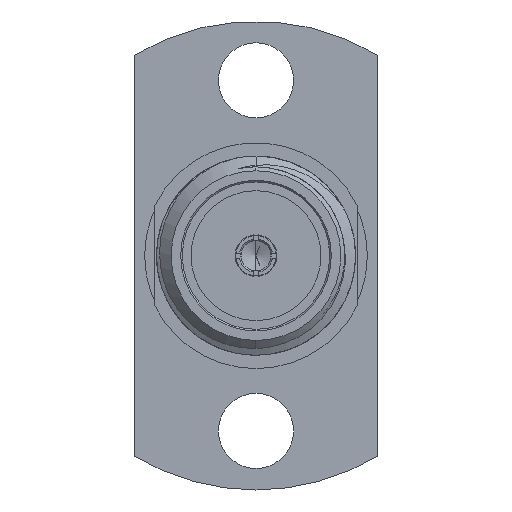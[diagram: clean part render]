
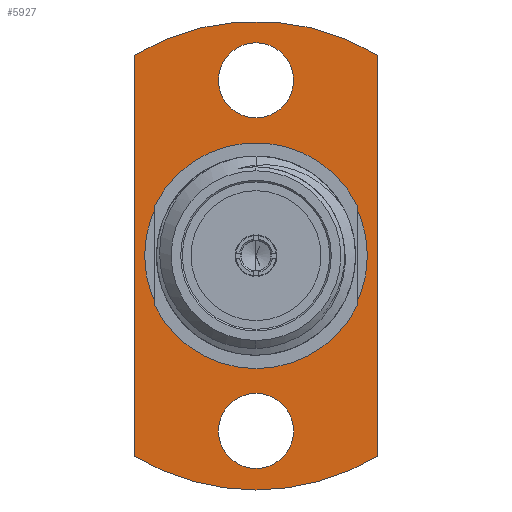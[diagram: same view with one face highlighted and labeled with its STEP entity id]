
A CAD part, left-side view. The second image highlights one B-rep face of the part: STEP entity #5927.
In plain terms, the highlighted planar face has unit normal (-1, 0, 0).
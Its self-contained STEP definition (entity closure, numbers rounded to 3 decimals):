
#123 = FACE_BOUND ( 'NONE', #2806, .T. ) ;
#193 = FACE_BOUND ( 'NONE', #5645, .T. ) ;
#219 = CIRCLE ( 'NONE', #5256, 7.365 ) ;
#276 = DIRECTION ( 'NONE',  ( 1., 0., 0. ) ) ;
#290 = DIRECTION ( 'NONE',  ( 1., 0., 0. ) ) ;
#443 = VERTEX_POINT ( 'NONE', #5565 ) ;
#468 = VERTEX_POINT ( 'NONE', #654 ) ;
#479 = CIRCLE ( 'NONE', #928, 1.18 ) ;
#486 = CIRCLE ( 'NONE', #3512, 1.18 ) ;
#585 = AXIS2_PLACEMENT_3D ( 'NONE', #5038, #6777, #2998 ) ;
#599 = DIRECTION ( 'NONE',  ( -1., 0., 0. ) ) ;
#654 = CARTESIAN_POINT ( 'NONE',  ( -8.604, 0., -6.69 ) ) ;
#720 = CARTESIAN_POINT ( 'NONE',  ( -8.604, -3.81, -10. ) ) ;
#765 = DIRECTION ( 'NONE',  ( 0., 0., -1. ) ) ;
#805 = ORIENTED_EDGE ( 'NONE', *, *, #5196, .F. ) ;
#853 = EDGE_CURVE ( 'NONE', #6579, #468, #6433, .T. ) ;
#889 = VECTOR ( 'NONE', #2259, 1000. ) ;
#905 = CARTESIAN_POINT ( 'NONE',  ( -8.604, 0., 4.33 ) ) ;
#915 = LINE ( 'NONE', #6195, #3190 ) ;
#928 = AXIS2_PLACEMENT_3D ( 'NONE', #980, #599, #5905 ) ;
#959 = ORIENTED_EDGE ( 'NONE', *, *, #2608, .T. ) ;
#980 = CARTESIAN_POINT ( 'NONE',  ( -8.604, 0., 5.51 ) ) ;
#987 = CARTESIAN_POINT ( 'NONE',  ( -8.604, 0., 0. ) ) ;
#1058 = DIRECTION ( 'NONE',  ( 1., 0., 0. ) ) ;
#1069 = EDGE_CURVE ( 'NONE', #6297, #4766, #4174, .T. ) ;
#1146 = AXIS2_PLACEMENT_3D ( 'NONE', #3999, #4990, #765 ) ;
#1244 = VERTEX_POINT ( 'NONE', #905 ) ;
#1300 = DIRECTION ( 'NONE',  ( 0., 0., 1. ) ) ;
#1368 = AXIS2_PLACEMENT_3D ( 'NONE', #5100, #290, #1300 ) ;
#1442 = VERTEX_POINT ( 'NONE', #4229 ) ;
#1522 = EDGE_LOOP ( 'NONE', ( #4849, #2861 ) ) ;
#1667 = DIRECTION ( 'NONE',  ( 1., 0., 0. ) ) ;
#1720 = EDGE_CURVE ( 'NONE', #6588, #1244, #479, .T. ) ;
#1730 = PLANE ( 'NONE',  #585 ) ;
#1759 = CIRCLE ( 'NONE', #5688, 3.5 ) ;
#1831 = CIRCLE ( 'NONE', #2628, 1.18 ) ;
#1899 = AXIS2_PLACEMENT_3D ( 'NONE', #2186, #2886, #6096 ) ;
#1917 = DIRECTION ( 'NONE',  ( 0., 0., -1. ) ) ;
#2117 = ORIENTED_EDGE ( 'NONE', *, *, #3827, .T. ) ;
#2186 = CARTESIAN_POINT ( 'NONE',  ( -8.604, 0., 0. ) ) ;
#2249 = ORIENTED_EDGE ( 'NONE', *, *, #3185, .F. ) ;
#2257 = CARTESIAN_POINT ( 'NONE',  ( -8.604, 0., 6.69 ) ) ;
#2259 = DIRECTION ( 'NONE',  ( 0., 0., 1. ) ) ;
#2380 = CARTESIAN_POINT ( 'NONE',  ( -8.604, 3.81, 6.303 ) ) ;
#2475 = CIRCLE ( 'NONE', #1899, 3.5 ) ;
#2529 = EDGE_CURVE ( 'NONE', #468, #6579, #1831, .T. ) ;
#2608 = EDGE_CURVE ( 'NONE', #4656, #4766, #915, .T. ) ;
#2628 = AXIS2_PLACEMENT_3D ( 'NONE', #2630, #1667, #5789 ) ;
#2630 = CARTESIAN_POINT ( 'NONE',  ( -8.604, 0., -5.51 ) ) ;
#2754 = CARTESIAN_POINT ( 'NONE',  ( -8.604, 0., 5.51 ) ) ;
#2806 = EDGE_LOOP ( 'NONE', ( #2249, #3365 ) ) ;
#2812 = AXIS2_PLACEMENT_3D ( 'NONE', #6787, #276, #1917 ) ;
#2861 = ORIENTED_EDGE ( 'NONE', *, *, #853, .T. ) ;
#2886 = DIRECTION ( 'NONE',  ( 1., 0., 0. ) ) ;
#2889 = FACE_OUTER_BOUND ( 'NONE', #4098, .T. ) ;
#2998 = DIRECTION ( 'NONE',  ( 0., 0., 1. ) ) ;
#3185 = EDGE_CURVE ( 'NONE', #1244, #6588, #486, .T. ) ;
#3190 = VECTOR ( 'NONE', #3515, 1000. ) ;
#3209 = CARTESIAN_POINT ( 'NONE',  ( -8.604, -3.81, 6.303 ) ) ;
#3263 = EDGE_CURVE ( 'NONE', #443, #6121, #4934, .T. ) ;
#3296 = EDGE_CURVE ( 'NONE', #4656, #6121, #219, .T. ) ;
#3365 = ORIENTED_EDGE ( 'NONE', *, *, #1720, .F. ) ;
#3428 = CARTESIAN_POINT ( 'NONE',  ( -8.604, 0., -7.365 ) ) ;
#3512 = AXIS2_PLACEMENT_3D ( 'NONE', #2754, #4899, #5560 ) ;
#3515 = DIRECTION ( 'NONE',  ( 0., 0., -1. ) ) ;
#3796 = ORIENTED_EDGE ( 'NONE', *, *, #3263, .T. ) ;
#3827 = EDGE_CURVE ( 'NONE', #1442, #6210, #2475, .T. ) ;
#3851 = CARTESIAN_POINT ( 'NONE',  ( -8.604, 0., -3.5 ) ) ;
#3999 = CARTESIAN_POINT ( 'NONE',  ( -8.604, 0., 0. ) ) ;
#4098 = EDGE_LOOP ( 'NONE', ( #3796, #5799, #959, #6771, #805 ) ) ;
#4174 = CIRCLE ( 'NONE', #1146, 7.365 ) ;
#4229 = CARTESIAN_POINT ( 'NONE',  ( -8.604, 0., 3.5 ) ) ;
#4363 = CARTESIAN_POINT ( 'NONE',  ( -8.604, 0., 0. ) ) ;
#4496 = CIRCLE ( 'NONE', #2812, 7.365 ) ;
#4656 = VERTEX_POINT ( 'NONE', #2380 ) ;
#4766 = VERTEX_POINT ( 'NONE', #5885 ) ;
#4849 = ORIENTED_EDGE ( 'NONE', *, *, #2529, .T. ) ;
#4899 = DIRECTION ( 'NONE',  ( -1., 0., 0. ) ) ;
#4934 = LINE ( 'NONE', #720, #889 ) ;
#4990 = DIRECTION ( 'NONE',  ( 1., 0., 0. ) ) ;
#5005 = DIRECTION ( 'NONE',  ( 1., 0., 0. ) ) ;
#5038 = CARTESIAN_POINT ( 'NONE',  ( -8.604, -7.365, 0. ) ) ;
#5100 = CARTESIAN_POINT ( 'NONE',  ( -8.604, 0., -5.51 ) ) ;
#5196 = EDGE_CURVE ( 'NONE', #443, #6297, #4496, .T. ) ;
#5209 = DIRECTION ( 'NONE',  ( 0., 0., -1. ) ) ;
#5256 = AXIS2_PLACEMENT_3D ( 'NONE', #4363, #5005, #5994 ) ;
#5560 = DIRECTION ( 'NONE',  ( 0., 0., 1. ) ) ;
#5565 = CARTESIAN_POINT ( 'NONE',  ( -8.604, -3.81, -6.303 ) ) ;
#5645 = EDGE_LOOP ( 'NONE', ( #6654, #2117 ) ) ;
#5688 = AXIS2_PLACEMENT_3D ( 'NONE', #987, #1058, #5209 ) ;
#5789 = DIRECTION ( 'NONE',  ( 0., 0., 1. ) ) ;
#5799 = ORIENTED_EDGE ( 'NONE', *, *, #3296, .F. ) ;
#5885 = CARTESIAN_POINT ( 'NONE',  ( -8.604, 3.81, -6.303 ) ) ;
#5905 = DIRECTION ( 'NONE',  ( 0., 0., 1. ) ) ;
#5927 = ADVANCED_FACE ( 'NONE', ( #123, #193, #2889, #6565 ), #1730, .T. ) ;
#5994 = DIRECTION ( 'NONE',  ( 0., 0., -1. ) ) ;
#6096 = DIRECTION ( 'NONE',  ( 0., 0., -1. ) ) ;
#6121 = VERTEX_POINT ( 'NONE', #3209 ) ;
#6195 = CARTESIAN_POINT ( 'NONE',  ( -8.604, 3.81, 10. ) ) ;
#6210 = VERTEX_POINT ( 'NONE', #3851 ) ;
#6297 = VERTEX_POINT ( 'NONE', #3428 ) ;
#6433 = CIRCLE ( 'NONE', #1368, 1.18 ) ;
#6522 = CARTESIAN_POINT ( 'NONE',  ( -8.604, 0., -4.33 ) ) ;
#6565 = FACE_BOUND ( 'NONE', #1522, .T. ) ;
#6579 = VERTEX_POINT ( 'NONE', #6522 ) ;
#6588 = VERTEX_POINT ( 'NONE', #2257 ) ;
#6654 = ORIENTED_EDGE ( 'NONE', *, *, #6838, .T. ) ;
#6771 = ORIENTED_EDGE ( 'NONE', *, *, #1069, .F. ) ;
#6777 = DIRECTION ( 'NONE',  ( -1., 0., 0. ) ) ;
#6787 = CARTESIAN_POINT ( 'NONE',  ( -8.604, 0., 0. ) ) ;
#6838 = EDGE_CURVE ( 'NONE', #6210, #1442, #1759, .T. ) ;
